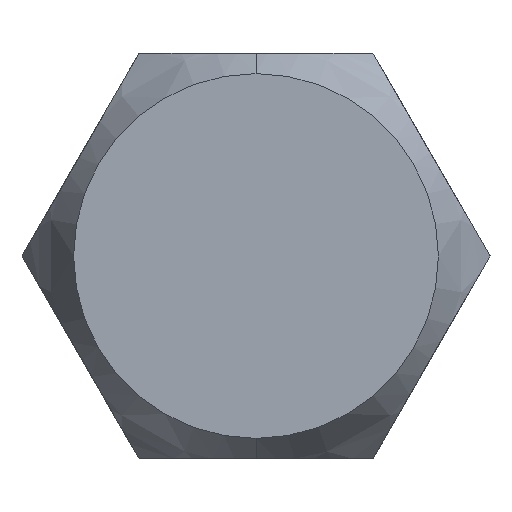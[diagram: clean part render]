
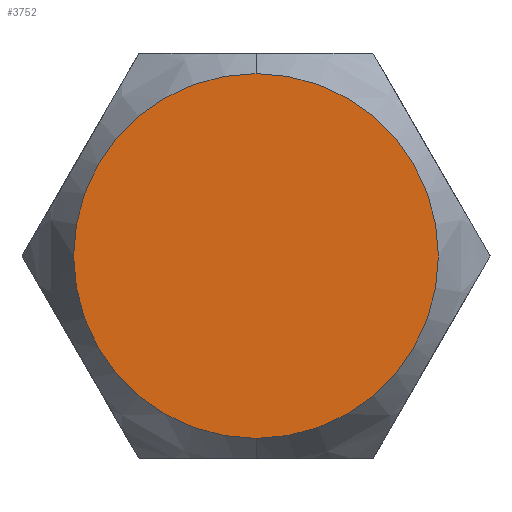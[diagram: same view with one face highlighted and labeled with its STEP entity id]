
A CAD part, front view. The second image highlights one B-rep face of the part: STEP entity #3752.
In plain terms, the highlighted planar face has unit normal (0, -1, 0).
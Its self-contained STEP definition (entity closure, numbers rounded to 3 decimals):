
#1 = CARTESIAN_POINT ( 'NONE',  ( 0., 0., 0. ) ) ;
#27 = CARTESIAN_POINT ( 'NONE',  ( 0., 0., 6.35 ) ) ;
#274 = AXIS2_PLACEMENT_3D ( 'NONE', #27, #2776, #2390 ) ;
#318 = DIRECTION ( 'NONE',  ( 0., 1., 0. ) ) ;
#347 = VERTEX_POINT ( 'NONE', #1848 ) ;
#823 = VERTEX_POINT ( 'NONE', #3810 ) ;
#916 = EDGE_LOOP ( 'NONE', ( #3785, #2223 ) ) ;
#970 = AXIS2_PLACEMENT_3D ( 'NONE', #1, #318, #3727 ) ;
#1073 = FACE_OUTER_BOUND ( 'NONE', #916, .T. ) ;
#1077 = PLANE ( 'NONE',  #274 ) ;
#1848 = CARTESIAN_POINT ( 'NONE',  ( 0., 0., -2.858 ) ) ;
#1867 = CIRCLE ( 'NONE', #970, 2.858 ) ;
#2158 = DIRECTION ( 'NONE',  ( 0., 1., 0. ) ) ;
#2196 = CARTESIAN_POINT ( 'NONE',  ( 0., 0., 0. ) ) ;
#2223 = ORIENTED_EDGE ( 'NONE', *, *, #4297, .F. ) ;
#2390 = DIRECTION ( 'NONE',  ( 1., 0., 0. ) ) ;
#2776 = DIRECTION ( 'NONE',  ( 0., -1., 0. ) ) ;
#2846 = DIRECTION ( 'NONE',  ( 0., 0., 1. ) ) ;
#3546 = EDGE_CURVE ( 'NONE', #823, #347, #1867, .T. ) ;
#3727 = DIRECTION ( 'NONE',  ( 0., 0., 1. ) ) ;
#3752 = ADVANCED_FACE ( 'NONE', ( #1073 ), #1077, .T. ) ;
#3785 = ORIENTED_EDGE ( 'NONE', *, *, #3546, .F. ) ;
#3810 = CARTESIAN_POINT ( 'NONE',  ( 0., 0., 2.858 ) ) ;
#3983 = AXIS2_PLACEMENT_3D ( 'NONE', #2196, #2158, #2846 ) ;
#4086 = CIRCLE ( 'NONE', #3983, 2.858 ) ;
#4297 = EDGE_CURVE ( 'NONE', #347, #823, #4086, .T. ) ;
